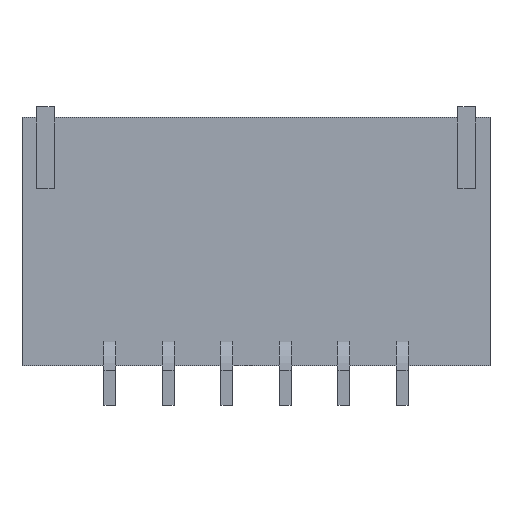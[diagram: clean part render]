
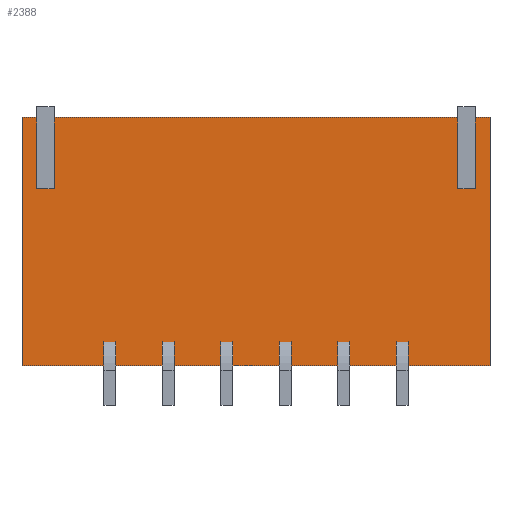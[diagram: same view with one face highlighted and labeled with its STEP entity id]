
A CAD part, front view. The second image highlights one B-rep face of the part: STEP entity #2388.
In plain terms, the highlighted planar face has unit normal (0, -1, 0).
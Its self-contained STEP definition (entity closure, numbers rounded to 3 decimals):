
#114=FACE_OUTER_BOUND('',#258,.T.);
#258=EDGE_LOOP('',(#1739,#1740,#1741,#1742));
#388=LINE('',#3386,#700);
#413=LINE('',#3435,#725);
#425=LINE('',#3459,#737);
#462=LINE('',#3534,#774);
#700=VECTOR('',#2727,10.);
#725=VECTOR('',#2768,10.);
#737=VECTOR('',#2792,10.);
#774=VECTOR('',#2857,10.);
#1007=VERTEX_POINT('',#3383);
#1008=VERTEX_POINT('',#3385);
#1024=VERTEX_POINT('',#3433);
#1030=VERTEX_POINT('',#3457);
#1236=EDGE_CURVE('',#1008,#1007,#388,.F.);
#1261=EDGE_CURVE('',#1007,#1024,#413,.F.);
#1273=EDGE_CURVE('',#1024,#1030,#425,.F.);
#1310=EDGE_CURVE('',#1030,#1008,#462,.F.);
#1739=ORIENTED_EDGE('',*,*,#1236,.T.);
#1740=ORIENTED_EDGE('',*,*,#1261,.T.);
#1741=ORIENTED_EDGE('',*,*,#1273,.T.);
#1742=ORIENTED_EDGE('',*,*,#1310,.T.);
#2257=PLANE('',#2559);
#2388=ADVANCED_FACE('',(#114),#2257,.F.);
#2559=AXIS2_PLACEMENT_3D('',#3535,#2858,#2859);
#2727=DIRECTION('',(-1.,0.,0.));
#2768=DIRECTION('',(0.,0.,-1.));
#2792=DIRECTION('',(1.,0.,0.));
#2857=DIRECTION('',(0.,0.,1.));
#2858=DIRECTION('center_axis',(0.,1.,0.));
#2859=DIRECTION('ref_axis',(1.,0.,0.));
#3383=CARTESIAN_POINT('',(4.,0.2,-2.125));
#3385=CARTESIAN_POINT('',(-4.,0.2,-2.125));
#3386=CARTESIAN_POINT('',(2.,0.2,-2.125));
#3433=CARTESIAN_POINT('',(4.,0.2,2.125));
#3435=CARTESIAN_POINT('',(4.,0.2,1.063));
#3457=CARTESIAN_POINT('',(-4.,0.2,2.125));
#3459=CARTESIAN_POINT('',(-2.,0.2,2.125));
#3534=CARTESIAN_POINT('',(-4.,0.2,-1.063));
#3535=CARTESIAN_POINT('Origin',(0.,0.2,0.));
